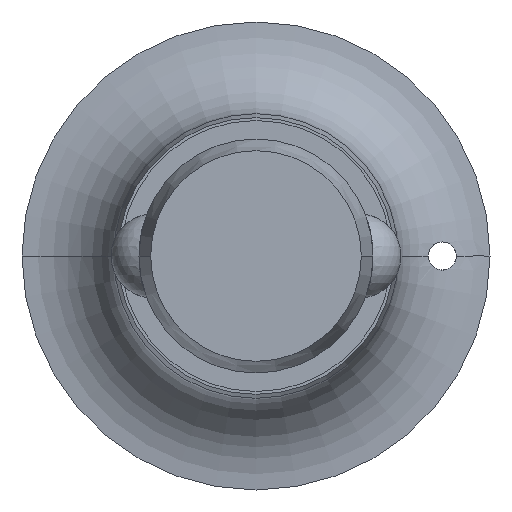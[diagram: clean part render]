
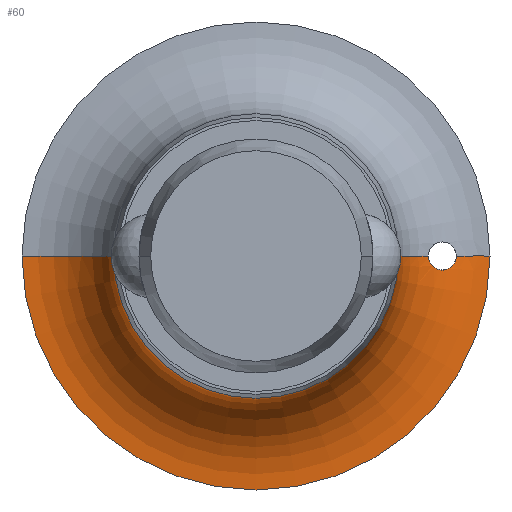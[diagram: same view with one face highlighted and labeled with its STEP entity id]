
A CAD part, front view. The second image highlights one B-rep face of the part: STEP entity #60.
In plain terms, the highlighted toroidal (fillet/blend) face has major radius 25 mm and minor radius 9.8 mm.
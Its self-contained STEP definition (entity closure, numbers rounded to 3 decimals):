
#60=ADVANCED_FACE('',(#142),#143,.F.);
#142=FACE_OUTER_BOUND('',#247,.T.);
#143=TOROIDAL_SURFACE('',#248,25.0,9.8);
#247=EDGE_LOOP('',(#356,#357,#358,#359,#360,#361));
#248=AXIS2_PLACEMENT_3D('',#362,#363,#364);
#356=ORIENTED_EDGE('',*,*,#615,.F.);
#357=ORIENTED_EDGE('',*,*,#616,.T.);
#358=ORIENTED_EDGE('',*,*,#617,.F.);
#359=ORIENTED_EDGE('',*,*,#611,.F.);
#360=ORIENTED_EDGE('',*,*,#618,.F.);
#361=ORIENTED_EDGE('',*,*,#619,.T.);
#362=CARTESIAN_POINT('',(0.0,26.7,0.));
#363=DIRECTION('',(-0.0,1.0,0.));
#364=DIRECTION('',(1.0,0.0,0.0));
#611=EDGE_CURVE('',#716,#718,#719,.T.);
#615=EDGE_CURVE('',#723,#724,#725,.T.);
#616=EDGE_CURVE('',#723,#726,#727,.T.);
#617=EDGE_CURVE('',#718,#726,#728,.T.);
#618=EDGE_CURVE('',#729,#716,#730,.T.);
#619=EDGE_CURVE('',#729,#724,#731,.T.);
#716=VERTEX_POINT('',#863);
#718=VERTEX_POINT('',#866);
#719=CIRCLE('',#867,25.0);
#723=VERTEX_POINT('',#872);
#724=VERTEX_POINT('',#873);
#725=CIRCLE('',#874,9.8);
#726=VERTEX_POINT('',#875);
#727=CIRCLE('',#876,15.2);
#728=CIRCLE('',#877,9.8);
#729=VERTEX_POINT('',#878);
#730=CIRCLE('',#879,9.8);
#731=B_SPLINE_CURVE_WITH_KNOTS('',3,(#880,#881,#882,#883,#884,#885,#886,#887,#888,#889,#890,#891,#892,#893,#894,#895,#896,#897,#898,#899,#900,#901,#902,#903,#904,#905,#906,#907),.UNSPECIFIED.,.F.,.F.,(4,2,2,2,2,2,2,2,2,2,2,2,2,4),(-10.443,-9.976,-9.447,-8.918,-8.493,-8.137,-7.931,-7.759,-7.56,-7.23,-6.42,-5.812,-5.351,-5.261),.UNSPECIFIED.);
#863=CARTESIAN_POINT('',(25.0,36.5,0.));
#866=CARTESIAN_POINT('',(-25.0,36.5,0.));
#867=AXIS2_PLACEMENT_3D('',#1245,#1246,#1247);
#872=CARTESIAN_POINT('',(15.2,26.7,0.));
#873=CARTESIAN_POINT('',(18.4,33.944,0.));
#874=AXIS2_PLACEMENT_3D('',#1252,#1253,#1254);
#875=CARTESIAN_POINT('',(-15.2,26.7,0.));
#876=AXIS2_PLACEMENT_3D('',#1255,#1256,#1257);
#877=AXIS2_PLACEMENT_3D('',#1258,#1259,#1260);
#878=CARTESIAN_POINT('',(21.4,35.815,0.));
#879=AXIS2_PLACEMENT_3D('',#1261,#1262,#1263);
#880=CARTESIAN_POINT('',(21.4,35.815,0.));
#881=CARTESIAN_POINT('',(21.4,35.815,-0.156));
#882=CARTESIAN_POINT('',(21.376,35.806,-0.31));
#883=CARTESIAN_POINT('',(21.275,35.768,-0.624));
#884=CARTESIAN_POINT('',(21.193,35.737,-0.779));
#885=CARTESIAN_POINT('',(20.984,35.651,-1.051));
#886=CARTESIAN_POINT('',(20.858,35.598,-1.166));
#887=CARTESIAN_POINT('',(20.607,35.482,-1.33));
#888=CARTESIAN_POINT('',(20.488,35.425,-1.386));
#889=CARTESIAN_POINT('',(20.263,35.308,-1.459));
#890=CARTESIAN_POINT('',(20.158,35.252,-1.481));
#891=CARTESIAN_POINT('',(19.993,35.158,-1.498));
#892=CARTESIAN_POINT('',(19.933,35.122,-1.501));
#893=CARTESIAN_POINT('',(19.823,35.056,-1.499));
#894=CARTESIAN_POINT('',(19.773,35.025,-1.495));
#895=CARTESIAN_POINT('',(19.666,34.958,-1.483));
#896=CARTESIAN_POINT('',(19.61,34.921,-1.473));
#897=CARTESIAN_POINT('',(19.462,34.822,-1.438));
#898=CARTESIAN_POINT('',(19.372,34.759,-1.407));
#899=CARTESIAN_POINT('',(19.075,34.542,-1.274));
#900=CARTESIAN_POINT('',(18.891,34.392,-1.133));
#901=CARTESIAN_POINT('',(18.64,34.172,-0.831));
#902=CARTESIAN_POINT('',(18.549,34.088,-0.677));
#903=CARTESIAN_POINT('',(18.44,33.984,-0.372));
#904=CARTESIAN_POINT('',(18.411,33.955,-0.232));
#905=CARTESIAN_POINT('',(18.401,33.945,-0.057));
#906=CARTESIAN_POINT('',(18.4,33.944,-0.028));
#907=CARTESIAN_POINT('',(18.4,33.944,0.));
#1245=CARTESIAN_POINT('',(0.,36.5,0.));
#1246=DIRECTION('',(-0.0,1.0,0.));
#1247=DIRECTION('',(1.0,0.0,0.0));
#1252=CARTESIAN_POINT('',(25.0,26.7,0.));
#1253=DIRECTION('',(0.,0.,-1.0));
#1254=DIRECTION('',(1.0,0.,0.));
#1255=CARTESIAN_POINT('',(0.,26.7,0.));
#1256=DIRECTION('',(-0.0,1.0,0.));
#1257=DIRECTION('',(1.0,0.0,0.0));
#1258=CARTESIAN_POINT('',(-25.0,26.7,0.));
#1259=DIRECTION('',(0.,0.,-1.0));
#1260=DIRECTION('',(-1.0,0.,0.));
#1261=CARTESIAN_POINT('',(25.0,26.7,0.));
#1262=DIRECTION('',(0.,0.,-1.0));
#1263=DIRECTION('',(1.0,0.,0.));
